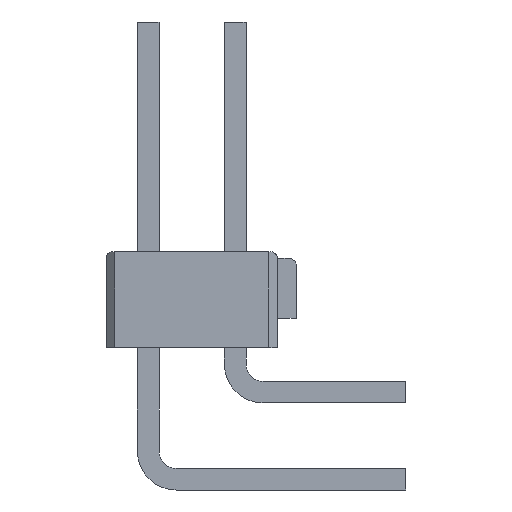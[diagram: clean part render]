
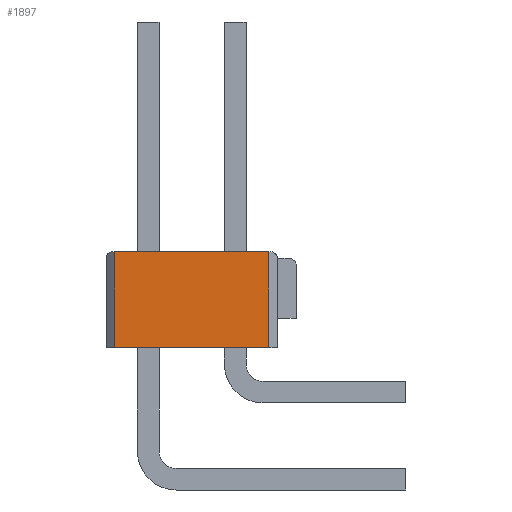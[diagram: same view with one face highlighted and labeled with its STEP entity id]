
A CAD part, left-side view. The second image highlights one B-rep face of the part: STEP entity #1897.
In plain terms, the highlighted planar face has unit normal (-1, 0, 0).
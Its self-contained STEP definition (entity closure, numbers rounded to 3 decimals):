
#2=DIRECTION('',(0.,0.,-1.));
#3=VECTOR('',#2,2.8);
#4=CARTESIAN_POINT('',(-3.81,2.25,0.));
#5=LINE('',#4,#3);
#6=DIRECTION('',(0.,-1.,0.));
#7=VECTOR('',#6,4.5);
#8=CARTESIAN_POINT('',(-3.81,2.25,0.));
#9=LINE('',#8,#7);
#10=DIRECTION('',(0.,0.,-1.));
#11=VECTOR('',#10,2.8);
#12=CARTESIAN_POINT('',(-3.81,-2.25,0.));
#13=LINE('',#12,#11);
#38=DIRECTION('',(0.,-1.,0.));
#39=VECTOR('',#38,4.5);
#40=CARTESIAN_POINT('',(-3.81,2.25,-2.8));
#41=LINE('',#40,#39);
#1486=CARTESIAN_POINT('',(-3.81,2.25,0.));
#1487=CARTESIAN_POINT('',(-3.81,2.25,-2.8));
#1488=VERTEX_POINT('',#1486);
#1489=VERTEX_POINT('',#1487);
#1490=CARTESIAN_POINT('',(-3.81,-2.25,0.));
#1491=CARTESIAN_POINT('',(-3.81,-2.25,-2.8));
#1492=VERTEX_POINT('',#1490);
#1493=VERTEX_POINT('',#1491);
#1882=CARTESIAN_POINT('',(-3.81,0.,0.));
#1883=DIRECTION('',(1.,0.,0.));
#1884=DIRECTION('',(0.,0.,-1.));
#1885=AXIS2_PLACEMENT_3D('',#1882,#1883,#1884);
#1886=PLANE('',#1885);
#1888=ORIENTED_EDGE('',*,*,#1887,.F.);
#1890=ORIENTED_EDGE('',*,*,#1889,.T.);
#1892=ORIENTED_EDGE('',*,*,#1891,.T.);
#1894=ORIENTED_EDGE('',*,*,#1893,.F.);
#1895=EDGE_LOOP('',(#1888,#1890,#1892,#1894));
#1896=FACE_OUTER_BOUND('',#1895,.F.);
#1887=EDGE_CURVE('',#1488,#1489,#5,.T.);
#1889=EDGE_CURVE('',#1488,#1492,#9,.T.);
#1891=EDGE_CURVE('',#1492,#1493,#13,.T.);
#1893=EDGE_CURVE('',#1489,#1493,#41,.T.);
#1897=ADVANCED_FACE('',(#1896),#1886,.F.);
